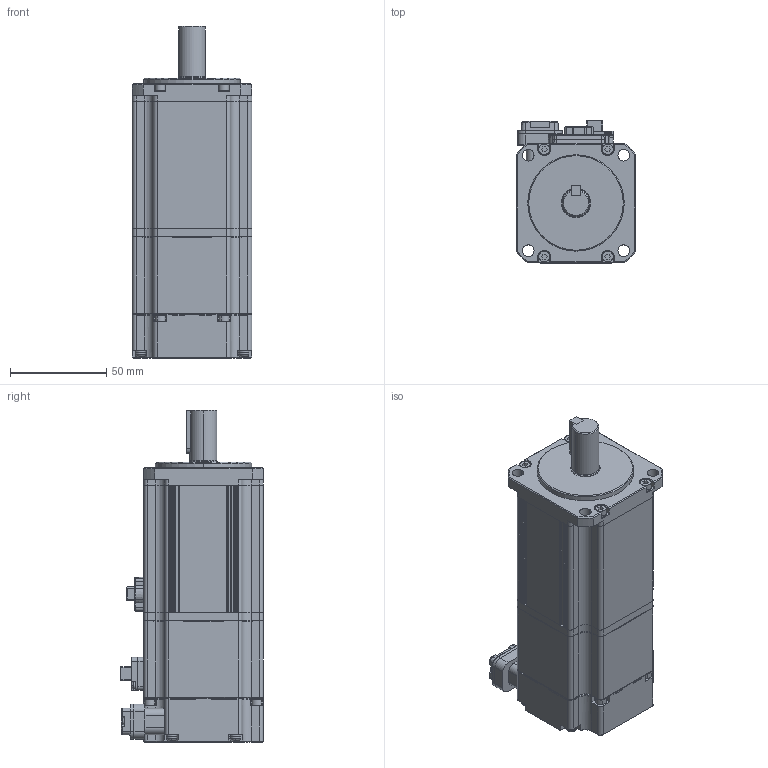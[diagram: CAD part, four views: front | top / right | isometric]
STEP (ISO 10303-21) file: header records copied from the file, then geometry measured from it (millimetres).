
FILE_DESCRIPTION (( 'STEP AP214' ), '1' );
FILE_NAME ('SLM06GA043G03_Out Line(APMC-FBL04AYK2).STEP', '2019-07-25T09:02:57', ( '' ), ( '' ), 'SwSTEP 2.0', 'SolidWorks 2011', '' );
FILE_SCHEMA (( 'AUTOMOTIVE_DESIGN' ));
Length unit declared in the file: millimetre
Products named in the file (1): SLM06GA043G03_Out Line(APMC-FBL04AYK2)
Bounding box: 62 x 73.8 x 172.2 mm (x, y, z)
Volume: 495112.1 mm3; surface area: 103238.3 mm2
Topology: 51 solids, 51 shells, 2104 faces, 5494 edges, 3571 vertices
Faces by surface type: plane 1309, cylinder 582, bspline 101, cone 88, torus 24
Entity records: 92138 total; most frequent: CARTESIAN_POINT 16644, ORIENTED_EDGE 10960, DIRECTION 10345, EDGE_CURVE 5480, LINE 3761, VECTOR 3761, VERTEX_POINT 3571, AXIS2_PLACEMENT_3D 3292
